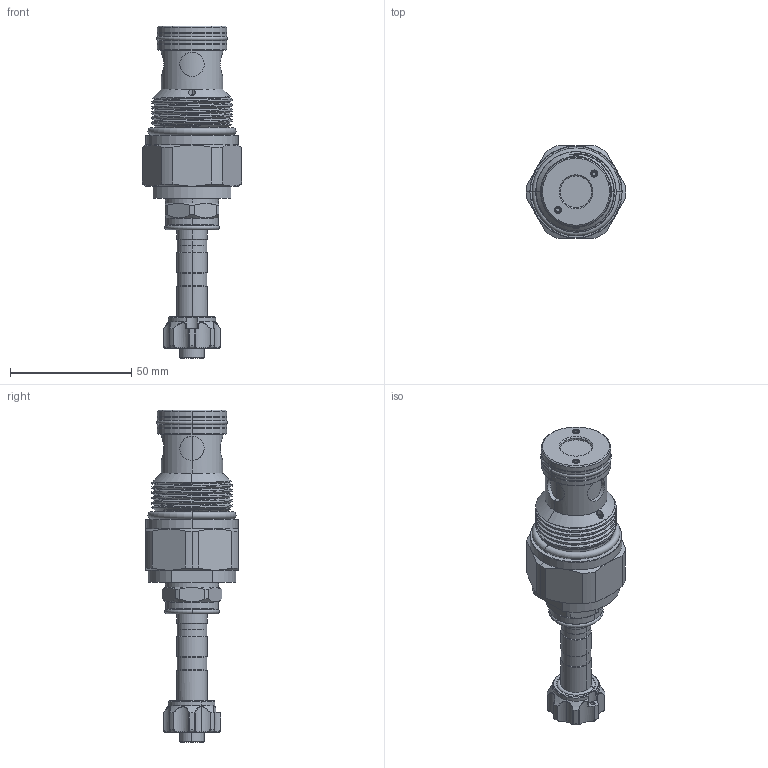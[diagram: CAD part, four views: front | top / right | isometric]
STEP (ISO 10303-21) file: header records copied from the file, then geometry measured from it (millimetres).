
FILE_DESCRIPTION (( 'STEP AP203' ), '1' );
FILE_NAME ('EP16W2A31P95.STEP', '2024-12-09T01:11:43', ( '' ), ( '' ), 'SwSTEP 2.0', 'SolidWorks 2018', '' );
FILE_SCHEMA (( 'CONFIG_CONTROL_DESIGN' ));
Length unit declared in the file: millimetre
Products named in the file (1): EP16W2A31P95
Bounding box: 41.1 x 38 x 136.75 mm (x, y, z)
Volume: 73614.2 mm3; surface area: 16298.7 mm2
Topology: 1 solids, 3 shells, 445 faces, 1075 edges, 659 vertices
Faces by surface type: cylinder 192, cone 89, plane 77, torus 45, bspline 42
Entity records: 20735 total; most frequent: CARTESIAN_POINT 10635, ORIENTED_EDGE 2138, DIRECTION 2089, EDGE_CURVE 1069, AXIS2_PLACEMENT_3D 871, VERTEX_POINT 659, EDGE_LOOP 476, CIRCLE 467
